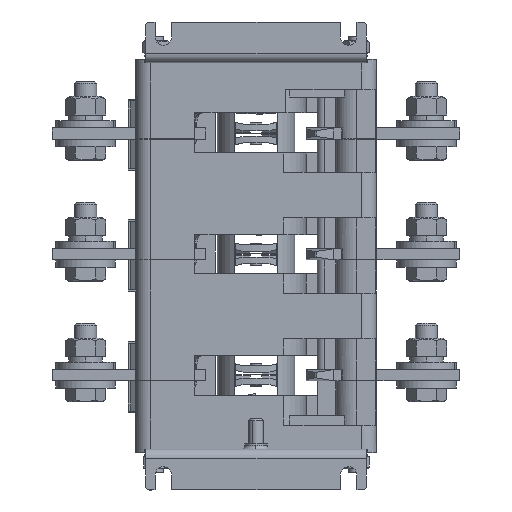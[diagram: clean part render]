
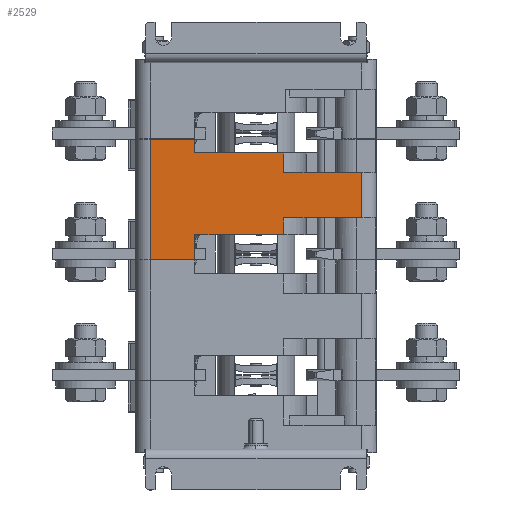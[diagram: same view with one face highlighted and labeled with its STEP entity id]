
A CAD part, front view. The second image highlights one B-rep face of the part: STEP entity #2529.
In plain terms, the highlighted planar face has unit normal (0, -1, 0).
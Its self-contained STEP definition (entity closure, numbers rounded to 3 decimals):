
#2394 = EDGE_CURVE ( 'NONE', #48706, #2395, #10132, .T. ) ;
#2395 = VERTEX_POINT ( 'NONE', #10124 ) ;
#2408 = VERTEX_POINT ( 'NONE', #10229 ) ;
#2473 = ORIENTED_EDGE ( 'NONE', *, *, #48738, .F. ) ;
#2474 = ORIENTED_EDGE ( 'NONE', *, *, #2532, .F. ) ;
#2477 = ORIENTED_EDGE ( 'NONE', *, *, #2549, .F. ) ;
#2480 = ORIENTED_EDGE ( 'NONE', *, *, #2539, .F. ) ;
#2489 = ORIENTED_EDGE ( 'NONE', *, *, #48823, .T. ) ;
#2491 = ORIENTED_EDGE ( 'NONE', *, *, #62036, .T. ) ;
#2492 = ORIENTED_EDGE ( 'NONE', *, *, #62342, .F. ) ;
#2529 = ADVANCED_FACE ( 'NONE', ( #10806 ), #10805, .F. ) ;
#2530 = EDGE_LOOP ( 'NONE', ( #2477, #2538, #2547, #2480, #2542, #2489, #2537, #2491, #2492, #2546, #2473, #2474 ) ) ;
#2532 = EDGE_CURVE ( 'NONE', #2536, #48760, #10800, .T. ) ;
#2535 = VERTEX_POINT ( 'NONE', #10855 ) ;
#2536 = VERTEX_POINT ( 'NONE', #10854 ) ;
#2537 = ORIENTED_EDGE ( 'NONE', *, *, #61830, .F. ) ;
#2538 = ORIENTED_EDGE ( 'NONE', *, *, #2543, .T. ) ;
#2539 = EDGE_CURVE ( 'NONE', #2395, #2408, #10853, .T. ) ;
#2542 = ORIENTED_EDGE ( 'NONE', *, *, #2394, .F. ) ;
#2543 = EDGE_CURVE ( 'NONE', #2553, #2535, #10843, .T. ) ;
#2546 = ORIENTED_EDGE ( 'NONE', *, *, #48659, .T. ) ;
#2547 = ORIENTED_EDGE ( 'NONE', *, *, #2548, .F. ) ;
#2548 = EDGE_CURVE ( 'NONE', #2408, #2535, #10835, .T. ) ;
#2549 = EDGE_CURVE ( 'NONE', #2553, #2536, #10895, .T. ) ;
#2553 = VERTEX_POINT ( 'NONE', #10891 ) ;
#10124 = CARTESIAN_POINT ( 'NONE',  ( -46.114, -10.559, -10.7 ) ) ;
#10126 = DIRECTION ( 'NONE',  ( 1., 0., 0. ) ) ;
#10128 = VECTOR ( 'NONE', #10126, 1000. ) ;
#10130 = CARTESIAN_POINT ( 'NONE',  ( -70.114, -10.559, -10.7 ) ) ;
#10132 = LINE ( 'NONE', #10130, #10128 ) ;
#10229 = CARTESIAN_POINT ( 'NONE',  ( -46.114, -10.559, -18.2 ) ) ;
#10799 = CARTESIAN_POINT ( 'NONE',  ( 43.886, -10.559, -18.2 ) ) ;
#10800 = LINE ( 'NONE', #10799, #10863 ) ;
#10801 = DIRECTION ( 'NONE',  ( 0., 0., 1. ) ) ;
#10802 = DIRECTION ( 'NONE',  ( 0., 1., 0. ) ) ;
#10803 = CARTESIAN_POINT ( 'NONE',  ( -70.114, -10.559, -18.2 ) ) ;
#10804 = AXIS2_PLACEMENT_3D ( 'NONE', #10803, #10802, #10801 ) ;
#10805 = PLANE ( 'NONE',  #10804 ) ;
#10806 = FACE_OUTER_BOUND ( 'NONE', #2530, .T. ) ;
#10832 = DIRECTION ( 'NONE',  ( 1., 0., 0. ) ) ;
#10833 = VECTOR ( 'NONE', #10832, 1000. ) ;
#10834 = CARTESIAN_POINT ( 'NONE',  ( -70.114, -10.559, -18.2 ) ) ;
#10835 = LINE ( 'NONE', #10834, #10833 ) ;
#10840 = DIRECTION ( 'NONE',  ( 0., 0., 1. ) ) ;
#10841 = VECTOR ( 'NONE', #10840, 1000. ) ;
#10842 = CARTESIAN_POINT ( 'NONE',  ( 1.886, -10.559, -28.7 ) ) ;
#10843 = LINE ( 'NONE', #10842, #10841 ) ;
#10850 = DIRECTION ( 'NONE',  ( 0., 0., -1. ) ) ;
#10851 = VECTOR ( 'NONE', #10850, 1000. ) ;
#10852 = CARTESIAN_POINT ( 'NONE',  ( -46.114, -10.559, -10.7 ) ) ;
#10853 = LINE ( 'NONE', #10852, #10851 ) ;
#10854 = CARTESIAN_POINT ( 'NONE',  ( 43.886, -10.559, -28.7 ) ) ;
#10855 = CARTESIAN_POINT ( 'NONE',  ( 1.886, -10.559, -18.2 ) ) ;
#10862 = DIRECTION ( 'NONE',  ( 0., 0., -1. ) ) ;
#10863 = VECTOR ( 'NONE', #10862, 1000. ) ;
#10891 = CARTESIAN_POINT ( 'NONE',  ( 1.886, -10.559, -28.7 ) ) ;
#10892 = DIRECTION ( 'NONE',  ( 1., 0., 0. ) ) ;
#10893 = VECTOR ( 'NONE', #10892, 1000. ) ;
#10894 = CARTESIAN_POINT ( 'NONE',  ( 1.886, -10.559, -28.7 ) ) ;
#10895 = LINE ( 'NONE', #10894, #10893 ) ;
#29307 = CARTESIAN_POINT ( 'NONE',  ( -46.114, -10.559, -75.7 ) ) ;
#29314 = DIRECTION ( 'NONE',  ( -1., 0., 0. ) ) ;
#29316 = VECTOR ( 'NONE', #29314, 1000. ) ;
#29318 = CARTESIAN_POINT ( 'NONE',  ( -70.114, -10.559, -75.7 ) ) ;
#29321 = LINE ( 'NONE', #29318, #29316 ) ;
#29614 = CARTESIAN_POINT ( 'NONE',  ( -46.114, -10.559, -62.2 ) ) ;
#29735 = DIRECTION ( 'NONE',  ( 0., 0., 1. ) ) ;
#29737 = VECTOR ( 'NONE', #29735, 1000. ) ;
#29739 = CARTESIAN_POINT ( 'NONE',  ( -46.114, -10.559, -75.7 ) ) ;
#29741 = LINE ( 'NONE', #29739, #29737 ) ;
#30133 = DIRECTION ( 'NONE',  ( -1., 0., 0. ) ) ;
#30134 = VECTOR ( 'NONE', #30133, 1000. ) ;
#30135 = CARTESIAN_POINT ( 'NONE',  ( -46.114, -10.559, -62.2 ) ) ;
#30136 = LINE ( 'NONE', #30135, #30134 ) ;
#34503 = CARTESIAN_POINT ( 'NONE',  ( 1.886, -10.559, -62.2 ) ) ;
#34506 = DIRECTION ( 'NONE',  ( 0., 0., 1. ) ) ;
#34507 = VECTOR ( 'NONE', #34506, 1000. ) ;
#34508 = CARTESIAN_POINT ( 'NONE',  ( 1.886, -10.559, -62.2 ) ) ;
#34509 = LINE ( 'NONE', #34508, #34507 ) ;
#34566 = CARTESIAN_POINT ( 'NONE',  ( 1.886, -10.559, -53.2 ) ) ;
#34659 = CARTESIAN_POINT ( 'NONE',  ( -70.114, -10.559, -75.7 ) ) ;
#34733 = CARTESIAN_POINT ( 'NONE',  ( -70.114, -10.559, -10.7 ) ) ;
#34833 = DIRECTION ( 'NONE',  ( -1., 0., 0. ) ) ;
#34834 = VECTOR ( 'NONE', #34833, 1000. ) ;
#34835 = CARTESIAN_POINT ( 'NONE',  ( 1.886, -10.559, -53.2 ) ) ;
#34836 = LINE ( 'NONE', #34835, #34834 ) ;
#34859 = CARTESIAN_POINT ( 'NONE',  ( 43.886, -10.559, -53.2 ) ) ;
#34937 = DIRECTION ( 'NONE',  ( 0., 0., -1. ) ) ;
#34938 = VECTOR ( 'NONE', #34937, 1000. ) ;
#34939 = CARTESIAN_POINT ( 'NONE',  ( -70.114, -10.559, -18.2 ) ) ;
#34940 = LINE ( 'NONE', #34939, #34938 ) ;
#48659 = EDGE_CURVE ( 'NONE', #48660, #48678, #34509, .T. ) ;
#48660 = VERTEX_POINT ( 'NONE', #34503 ) ;
#48678 = VERTEX_POINT ( 'NONE', #34566 ) ;
#48688 = VERTEX_POINT ( 'NONE', #34659 ) ;
#48706 = VERTEX_POINT ( 'NONE', #34733 ) ;
#48738 = EDGE_CURVE ( 'NONE', #48760, #48678, #34836, .T. ) ;
#48760 = VERTEX_POINT ( 'NONE', #34859 ) ;
#48823 = EDGE_CURVE ( 'NONE', #48706, #48688, #34940, .T. ) ;
#61830 = EDGE_CURVE ( 'NONE', #61841, #48688, #29321, .T. ) ;
#61841 = VERTEX_POINT ( 'NONE', #29307 ) ;
#62032 = VERTEX_POINT ( 'NONE', #29614 ) ;
#62036 = EDGE_CURVE ( 'NONE', #61841, #62032, #29741, .T. ) ;
#62342 = EDGE_CURVE ( 'NONE', #48660, #62032, #30136, .T. ) ;
